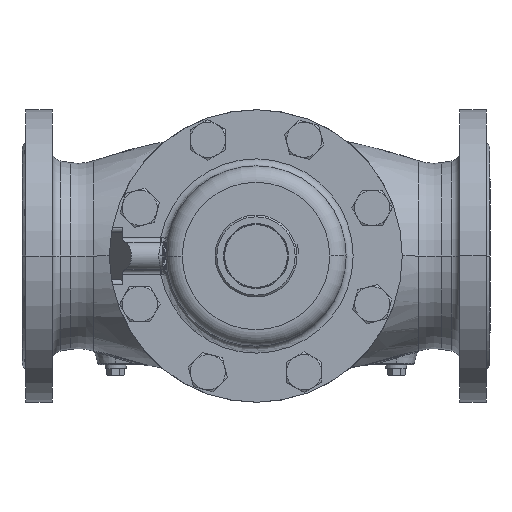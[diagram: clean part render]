
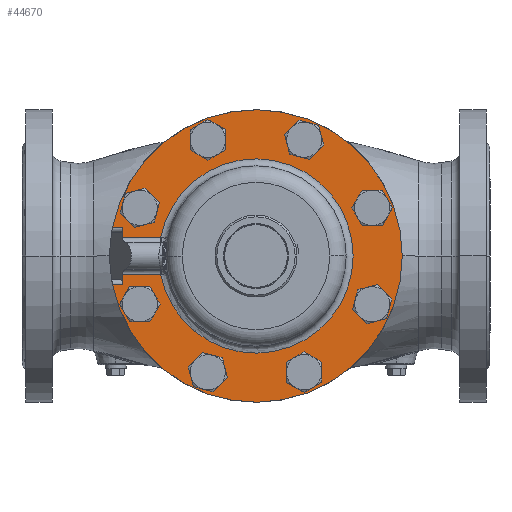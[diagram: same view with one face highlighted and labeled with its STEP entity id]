
A CAD part, front view. The second image highlights one B-rep face of the part: STEP entity #44670.
In plain terms, the highlighted planar face has unit normal (0, -1, 0).
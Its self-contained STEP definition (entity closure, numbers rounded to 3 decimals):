
#37683=CARTESIAN_POINT('',(-99.317,186.,-41.138));
#37684=DIRECTION('',(0.,1.,0.));
#37685=DIRECTION('',(-1.,0.,0.));
#37686=AXIS2_PLACEMENT_3D('',#37683,#37684,#37685);
#37688=CARTESIAN_POINT('',(-99.317,186.,-41.138));
#37689=DIRECTION('',(0.,1.,0.));
#37690=DIRECTION('',(1.,0.,0.));
#37691=AXIS2_PLACEMENT_3D('',#37688,#37689,#37690);
#37693=CARTESIAN_POINT('',(-41.138,186.,-99.317));
#37694=DIRECTION('',(0.,1.,0.));
#37695=DIRECTION('',(-1.,0.,0.));
#37696=AXIS2_PLACEMENT_3D('',#37693,#37694,#37695);
#37698=CARTESIAN_POINT('',(-41.138,186.,-99.317));
#37699=DIRECTION('',(0.,1.,0.));
#37700=DIRECTION('',(1.,0.,0.));
#37701=AXIS2_PLACEMENT_3D('',#37698,#37699,#37700);
#37703=CARTESIAN_POINT('',(41.138,186.,-99.317));
#37704=DIRECTION('',(0.,1.,0.));
#37705=DIRECTION('',(-1.,0.,0.));
#37706=AXIS2_PLACEMENT_3D('',#37703,#37704,#37705);
#37708=CARTESIAN_POINT('',(41.138,186.,-99.317));
#37709=DIRECTION('',(0.,1.,0.));
#37710=DIRECTION('',(1.,0.,0.));
#37711=AXIS2_PLACEMENT_3D('',#37708,#37709,#37710);
#37713=CARTESIAN_POINT('',(99.317,186.,-41.138));
#37714=DIRECTION('',(0.,1.,0.));
#37715=DIRECTION('',(-1.,0.,0.));
#37716=AXIS2_PLACEMENT_3D('',#37713,#37714,#37715);
#37718=CARTESIAN_POINT('',(99.317,186.,-41.138));
#37719=DIRECTION('',(0.,1.,0.));
#37720=DIRECTION('',(1.,0.,0.));
#37721=AXIS2_PLACEMENT_3D('',#37718,#37719,#37720);
#37723=CARTESIAN_POINT('',(99.317,186.,41.138));
#37724=DIRECTION('',(0.,1.,0.));
#37725=DIRECTION('',(-1.,0.,0.));
#37726=AXIS2_PLACEMENT_3D('',#37723,#37724,#37725);
#37728=CARTESIAN_POINT('',(99.317,186.,41.138));
#37729=DIRECTION('',(0.,1.,0.));
#37730=DIRECTION('',(1.,0.,0.));
#37731=AXIS2_PLACEMENT_3D('',#37728,#37729,#37730);
#37733=CARTESIAN_POINT('',(41.138,186.,99.317));
#37734=DIRECTION('',(0.,1.,0.));
#37735=DIRECTION('',(-1.,0.,0.));
#37736=AXIS2_PLACEMENT_3D('',#37733,#37734,#37735);
#37738=CARTESIAN_POINT('',(41.138,186.,99.317));
#37739=DIRECTION('',(0.,1.,0.));
#37740=DIRECTION('',(1.,0.,0.));
#37741=AXIS2_PLACEMENT_3D('',#37738,#37739,#37740);
#37743=CARTESIAN_POINT('',(-41.138,186.,99.317));
#37744=DIRECTION('',(0.,1.,0.));
#37745=DIRECTION('',(-1.,0.,0.));
#37746=AXIS2_PLACEMENT_3D('',#37743,#37744,#37745);
#37748=CARTESIAN_POINT('',(-41.138,186.,99.317));
#37749=DIRECTION('',(0.,1.,0.));
#37750=DIRECTION('',(1.,0.,0.));
#37751=AXIS2_PLACEMENT_3D('',#37748,#37749,#37750);
#37753=CARTESIAN_POINT('',(-99.317,186.,41.138));
#37754=DIRECTION('',(0.,1.,0.));
#37755=DIRECTION('',(-1.,0.,0.));
#37756=AXIS2_PLACEMENT_3D('',#37753,#37754,#37755);
#37758=CARTESIAN_POINT('',(-99.317,186.,41.138));
#37759=DIRECTION('',(0.,1.,0.));
#37760=DIRECTION('',(1.,0.,0.));
#37761=AXIS2_PLACEMENT_3D('',#37758,#37759,#37760);
#37763=DIRECTION('',(-1.,0.,0.));
#37764=VECTOR('',#37763,8.644);
#37765=CARTESIAN_POINT('',(-114.03,186.,-24.));
#37766=LINE('',#37765,#37764);
#37767=DIRECTION('',(1.,0.,0.));
#37768=VECTOR('',#37767,32.532);
#37769=CARTESIAN_POINT('',(-114.03,186.,-15.716));
#37770=LINE('',#37769,#37768);
#37771=DIRECTION('',(1.,0.,0.));
#37772=VECTOR('',#37771,32.532);
#37773=CARTESIAN_POINT('',(-114.03,186.,15.716));
#37774=LINE('',#37773,#37772);
#37775=DIRECTION('',(1.,0.,0.));
#37776=VECTOR('',#37775,8.644);
#37777=CARTESIAN_POINT('',(-122.674,186.,24.));
#37778=LINE('',#37777,#37776);
#37897=CARTESIAN_POINT('',(-122.674,186.,-24.));
#37906=CARTESIAN_POINT('',(0.,186.,0.));
#37907=DIRECTION('',(0.,1.,0.));
#37908=DIRECTION('',(1.,0.,0.));
#37909=AXIS2_PLACEMENT_3D('',#37906,#37907,#37908);
#37936=DIRECTION('',(0.,0.,-1.));
#37937=VECTOR('',#37936,8.284);
#37938=CARTESIAN_POINT('',(-114.03,186.,24.));
#37939=LINE('',#37938,#37937);
#37940=DIRECTION('',(0.,0.,-1.));
#37941=VECTOR('',#37940,8.284);
#37942=CARTESIAN_POINT('',(-114.03,186.,-15.716));
#37943=LINE('',#37942,#37941);
#37967=CARTESIAN_POINT('',(-122.674,186.,24.));
#37986=CARTESIAN_POINT('',(0.,186.,0.));
#37987=DIRECTION('',(0.,-1.,0.));
#37988=DIRECTION('',(1.,0.,0.));
#37989=AXIS2_PLACEMENT_3D('',#37986,#37987,#37988);
#38001=CARTESIAN_POINT('',(-114.03,186.,15.716));
#40695=CARTESIAN_POINT('',(-114.03,186.,-15.716));
#40706=CARTESIAN_POINT('',(0.,186.,0.));
#40707=DIRECTION('',(0.,1.,0.));
#40708=DIRECTION('',(-0.982,0.,0.189));
#40709=AXIS2_PLACEMENT_3D('',#40706,#40707,#40708);
#43076=CARTESIAN_POINT('',(125.,186.,0.));
#43078=VERTEX_POINT('',#43076);
#43094=CARTESIAN_POINT('',(-110.317,186.,-41.138));
#43095=CARTESIAN_POINT('',(-88.317,186.,-41.138));
#43096=VERTEX_POINT('',#43094);
#43097=VERTEX_POINT('',#43095);
#43108=CARTESIAN_POINT('',(-52.138,186.,-99.317));
#43109=CARTESIAN_POINT('',(-30.138,186.,-99.317));
#43110=VERTEX_POINT('',#43108);
#43111=VERTEX_POINT('',#43109);
#43122=CARTESIAN_POINT('',(30.138,186.,-99.317));
#43123=CARTESIAN_POINT('',(52.138,186.,-99.317));
#43124=VERTEX_POINT('',#43122);
#43125=VERTEX_POINT('',#43123);
#43136=CARTESIAN_POINT('',(88.317,186.,-41.138));
#43137=CARTESIAN_POINT('',(110.317,186.,-41.138));
#43138=VERTEX_POINT('',#43136);
#43139=VERTEX_POINT('',#43137);
#43150=CARTESIAN_POINT('',(88.317,186.,41.138));
#43151=CARTESIAN_POINT('',(110.317,186.,41.138));
#43152=VERTEX_POINT('',#43150);
#43153=VERTEX_POINT('',#43151);
#43164=CARTESIAN_POINT('',(30.138,186.,99.317));
#43165=CARTESIAN_POINT('',(52.138,186.,99.317));
#43166=VERTEX_POINT('',#43164);
#43167=VERTEX_POINT('',#43165);
#43178=CARTESIAN_POINT('',(-52.138,186.,99.317));
#43179=CARTESIAN_POINT('',(-30.138,186.,99.317));
#43180=VERTEX_POINT('',#43178);
#43181=VERTEX_POINT('',#43179);
#43192=CARTESIAN_POINT('',(-110.317,186.,41.138));
#43193=CARTESIAN_POINT('',(-88.317,186.,41.138));
#43194=VERTEX_POINT('',#43192);
#43195=VERTEX_POINT('',#43193);
#43211=VERTEX_POINT('',#40695);
#43212=VERTEX_POINT('',#38001);
#43222=CARTESIAN_POINT('',(-81.498,186.,-15.716));
#43224=VERTEX_POINT('',#43222);
#43226=CARTESIAN_POINT('',(-81.498,186.,15.716));
#43227=VERTEX_POINT('',#43226);
#43232=VERTEX_POINT('',#37897);
#43236=CARTESIAN_POINT('',(-114.03,186.,-24.));
#43237=VERTEX_POINT('',#43236);
#43242=VERTEX_POINT('',#37967);
#43243=CARTESIAN_POINT('',(-114.03,186.,24.));
#43244=VERTEX_POINT('',#43243);
#44598=CARTESIAN_POINT('',(0.,186.,0.));
#44599=DIRECTION('',(0.,1.,0.));
#44600=DIRECTION('',(1.,0.,0.));
#44601=AXIS2_PLACEMENT_3D('',#44598,#44599,#44600);
#44602=PLANE('',#44601);
#44604=ORIENTED_EDGE('',*,*,#44603,.F.);
#44606=ORIENTED_EDGE('',*,*,#44605,.F.);
#44608=ORIENTED_EDGE('',*,*,#44607,.T.);
#44610=ORIENTED_EDGE('',*,*,#44609,.F.);
#44612=ORIENTED_EDGE('',*,*,#44611,.F.);
#44614=ORIENTED_EDGE('',*,*,#44613,.F.);
#44616=ORIENTED_EDGE('',*,*,#44615,.F.);
#44618=ORIENTED_EDGE('',*,*,#44617,.F.);
#44620=ORIENTED_EDGE('',*,*,#44619,.T.);
#44621=EDGE_LOOP('',(#44604,#44606,#44608,#44610,#44612,#44614,#44616,#44618,
#44620));
#44622=FACE_OUTER_BOUND('',#44621,.F.);
#44624=ORIENTED_EDGE('',*,*,#44623,.F.);
#44626=ORIENTED_EDGE('',*,*,#44625,.F.);
#44627=EDGE_LOOP('',(#44624,#44626));
#44628=FACE_BOUND('',#44627,.F.);
#44630=ORIENTED_EDGE('',*,*,#44629,.F.);
#44632=ORIENTED_EDGE('',*,*,#44631,.F.);
#44633=EDGE_LOOP('',(#44630,#44632));
#44634=FACE_BOUND('',#44633,.F.);
#44636=ORIENTED_EDGE('',*,*,#44635,.F.);
#44638=ORIENTED_EDGE('',*,*,#44637,.F.);
#44639=EDGE_LOOP('',(#44636,#44638));
#44640=FACE_BOUND('',#44639,.F.);
#44642=ORIENTED_EDGE('',*,*,#44641,.F.);
#44644=ORIENTED_EDGE('',*,*,#44643,.F.);
#44645=EDGE_LOOP('',(#44642,#44644));
#44646=FACE_BOUND('',#44645,.F.);
#44648=ORIENTED_EDGE('',*,*,#44647,.F.);
#44650=ORIENTED_EDGE('',*,*,#44649,.F.);
#44651=EDGE_LOOP('',(#44648,#44650));
#44652=FACE_BOUND('',#44651,.F.);
#44654=ORIENTED_EDGE('',*,*,#44653,.F.);
#44656=ORIENTED_EDGE('',*,*,#44655,.F.);
#44657=EDGE_LOOP('',(#44654,#44656));
#44658=FACE_BOUND('',#44657,.F.);
#44659=ORIENTED_EDGE('',*,*,#44584,.F.);
#44661=ORIENTED_EDGE('',*,*,#44660,.F.);
#44662=EDGE_LOOP('',(#44659,#44661));
#44663=FACE_BOUND('',#44662,.F.);
#44665=ORIENTED_EDGE('',*,*,#44664,.F.);
#44667=ORIENTED_EDGE('',*,*,#44666,.F.);
#44668=EDGE_LOOP('',(#44665,#44667));
#44669=FACE_BOUND('',#44668,.F.);
#44670=ADVANCED_FACE('',(#44622,#44628,#44634,#44640,#44646,#44652,#44658,
#44663,#44669),#44602,.F.);
#37687=CIRCLE('',#37686,11.);
#37692=CIRCLE('',#37691,11.);
#37697=CIRCLE('',#37696,11.);
#37702=CIRCLE('',#37701,11.);
#37707=CIRCLE('',#37706,11.);
#37712=CIRCLE('',#37711,11.);
#37717=CIRCLE('',#37716,11.);
#37722=CIRCLE('',#37721,11.);
#37727=CIRCLE('',#37726,11.);
#37732=CIRCLE('',#37731,11.);
#37737=CIRCLE('',#37736,11.);
#37742=CIRCLE('',#37741,11.);
#37747=CIRCLE('',#37746,11.);
#37752=CIRCLE('',#37751,11.);
#37757=CIRCLE('',#37756,11.);
#37762=CIRCLE('',#37761,11.);
#37910=CIRCLE('',#37909,125.);
#37990=CIRCLE('',#37989,125.);
#40710=CIRCLE('',#40709,83.);
#44584=EDGE_CURVE('',#43194,#43195,#37757,.T.);
#44603=EDGE_CURVE('',#43237,#43232,#37766,.T.);
#44605=EDGE_CURVE('',#43211,#43237,#37943,.T.);
#44607=EDGE_CURVE('',#43211,#43224,#37770,.T.);
#44609=EDGE_CURVE('',#43227,#43224,#40710,.T.);
#44611=EDGE_CURVE('',#43212,#43227,#37774,.T.);
#44613=EDGE_CURVE('',#43244,#43212,#37939,.T.);
#44615=EDGE_CURVE('',#43242,#43244,#37778,.T.);
#44617=EDGE_CURVE('',#43078,#43242,#37990,.T.);
#44619=EDGE_CURVE('',#43078,#43232,#37910,.T.);
#44623=EDGE_CURVE('',#43110,#43111,#37697,.T.);
#44625=EDGE_CURVE('',#43111,#43110,#37702,.T.);
#44629=EDGE_CURVE('',#43124,#43125,#37707,.T.);
#44631=EDGE_CURVE('',#43125,#43124,#37712,.T.);
#44635=EDGE_CURVE('',#43138,#43139,#37717,.T.);
#44637=EDGE_CURVE('',#43139,#43138,#37722,.T.);
#44641=EDGE_CURVE('',#43152,#43153,#37727,.T.);
#44643=EDGE_CURVE('',#43153,#43152,#37732,.T.);
#44647=EDGE_CURVE('',#43166,#43167,#37737,.T.);
#44649=EDGE_CURVE('',#43167,#43166,#37742,.T.);
#44653=EDGE_CURVE('',#43180,#43181,#37747,.T.);
#44655=EDGE_CURVE('',#43181,#43180,#37752,.T.);
#44660=EDGE_CURVE('',#43195,#43194,#37762,.T.);
#44664=EDGE_CURVE('',#43096,#43097,#37687,.T.);
#44666=EDGE_CURVE('',#43097,#43096,#37692,.T.);
